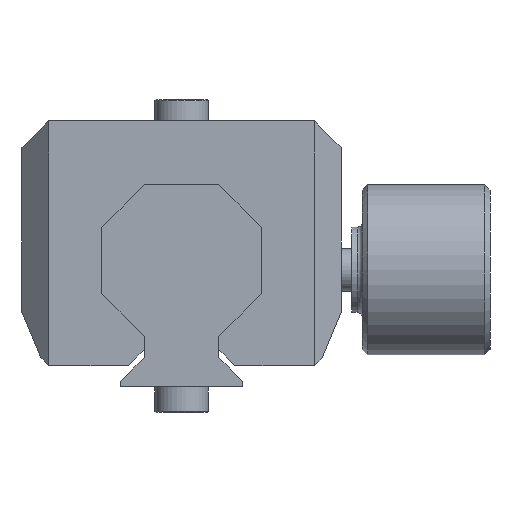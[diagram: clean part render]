
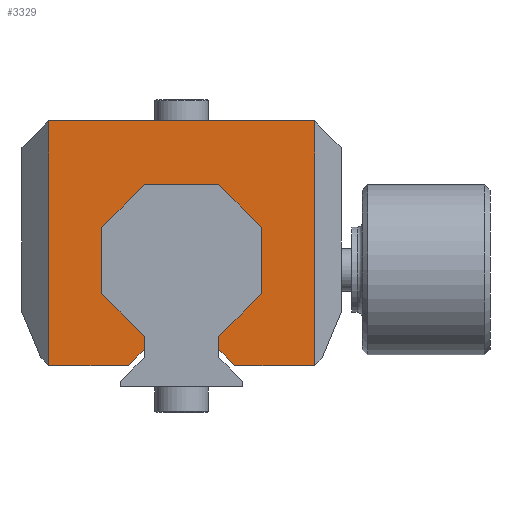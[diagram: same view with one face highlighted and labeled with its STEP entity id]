
A CAD part, front view. The second image highlights one B-rep face of the part: STEP entity #3329.
In plain terms, the highlighted face is planar.
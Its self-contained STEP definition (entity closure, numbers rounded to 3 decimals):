
#146=PLANE('',#3835);
#313=FACE_OUTER_BOUND('',#512,.T.);
#512=EDGE_LOOP('',(#2910,#2911,#2912,#2913,#2914,#2915,#2916,#2917,#2918,
#2919,#2920,#2921,#2922,#2923,#2924,#2925));
#982=LINE('',#5831,#1231);
#985=LINE('',#5837,#1234);
#986=LINE('',#5839,#1235);
#987=LINE('',#5841,#1236);
#988=LINE('',#5843,#1237);
#989=LINE('',#5845,#1238);
#990=LINE('',#5847,#1239);
#991=LINE('',#5849,#1240);
#992=LINE('',#5851,#1241);
#993=LINE('',#5853,#1242);
#994=LINE('',#5855,#1243);
#995=LINE('',#5857,#1244);
#996=LINE('',#5859,#1245);
#997=LINE('',#5861,#1246);
#998=LINE('',#5863,#1247);
#999=LINE('',#5864,#1248);
#1231=VECTOR('',#4806,10.);
#1234=VECTOR('',#4813,10.);
#1235=VECTOR('',#4814,10.);
#1236=VECTOR('',#4815,10.);
#1237=VECTOR('',#4816,10.);
#1238=VECTOR('',#4817,10.);
#1239=VECTOR('',#4818,10.);
#1240=VECTOR('',#4819,10.);
#1241=VECTOR('',#4820,10.);
#1242=VECTOR('',#4821,10.);
#1243=VECTOR('',#4822,10.);
#1244=VECTOR('',#4823,10.);
#1245=VECTOR('',#4824,10.);
#1246=VECTOR('',#4825,10.);
#1247=VECTOR('',#4826,10.);
#1248=VECTOR('',#4827,10.);
#1582=VERTEX_POINT('',#5828);
#1583=VERTEX_POINT('',#5830);
#1584=VERTEX_POINT('',#5836);
#1585=VERTEX_POINT('',#5838);
#1586=VERTEX_POINT('',#5840);
#1587=VERTEX_POINT('',#5842);
#1588=VERTEX_POINT('',#5844);
#1589=VERTEX_POINT('',#5846);
#1590=VERTEX_POINT('',#5848);
#1591=VERTEX_POINT('',#5850);
#1592=VERTEX_POINT('',#5852);
#1593=VERTEX_POINT('',#5854);
#1594=VERTEX_POINT('',#5856);
#1595=VERTEX_POINT('',#5858);
#1596=VERTEX_POINT('',#5860);
#1597=VERTEX_POINT('',#5862);
#2035=EDGE_CURVE('',#1582,#1583,#982,.T.);
#2038=EDGE_CURVE('',#1582,#1584,#985,.T.);
#2039=EDGE_CURVE('',#1585,#1584,#986,.T.);
#2040=EDGE_CURVE('',#1585,#1586,#987,.T.);
#2041=EDGE_CURVE('',#1586,#1587,#988,.T.);
#2042=EDGE_CURVE('',#1587,#1588,#989,.T.);
#2043=EDGE_CURVE('',#1588,#1589,#990,.T.);
#2044=EDGE_CURVE('',#1589,#1590,#991,.T.);
#2045=EDGE_CURVE('',#1590,#1591,#992,.T.);
#2046=EDGE_CURVE('',#1591,#1592,#993,.T.);
#2047=EDGE_CURVE('',#1592,#1593,#994,.T.);
#2048=EDGE_CURVE('',#1593,#1594,#995,.T.);
#2049=EDGE_CURVE('',#1594,#1595,#996,.T.);
#2050=EDGE_CURVE('',#1595,#1596,#997,.T.);
#2051=EDGE_CURVE('',#1596,#1597,#998,.T.);
#2052=EDGE_CURVE('',#1597,#1583,#999,.T.);
#2910=ORIENTED_EDGE('',*,*,#2035,.F.);
#2911=ORIENTED_EDGE('',*,*,#2038,.T.);
#2912=ORIENTED_EDGE('',*,*,#2039,.F.);
#2913=ORIENTED_EDGE('',*,*,#2040,.T.);
#2914=ORIENTED_EDGE('',*,*,#2041,.T.);
#2915=ORIENTED_EDGE('',*,*,#2042,.T.);
#2916=ORIENTED_EDGE('',*,*,#2043,.T.);
#2917=ORIENTED_EDGE('',*,*,#2044,.T.);
#2918=ORIENTED_EDGE('',*,*,#2045,.T.);
#2919=ORIENTED_EDGE('',*,*,#2046,.T.);
#2920=ORIENTED_EDGE('',*,*,#2047,.T.);
#2921=ORIENTED_EDGE('',*,*,#2048,.T.);
#2922=ORIENTED_EDGE('',*,*,#2049,.T.);
#2923=ORIENTED_EDGE('',*,*,#2050,.T.);
#2924=ORIENTED_EDGE('',*,*,#2051,.T.);
#2925=ORIENTED_EDGE('',*,*,#2052,.T.);
#3329=ADVANCED_FACE('',(#313),#146,.T.);
#3835=AXIS2_PLACEMENT_3D('',#5835,#4811,#4812);
#4806=DIRECTION('',(0.,0.,-1.));
#4811=DIRECTION('center_axis',(0.,1.,0.));
#4812=DIRECTION('ref_axis',(0.,0.,1.));
#4813=DIRECTION('',(1.,0.,0.));
#4814=DIRECTION('',(0.,0.,1.));
#4815=DIRECTION('',(-1.,0.,0.));
#4816=DIRECTION('',(-0.707,0.,0.707));
#4817=DIRECTION('',(0.,0.,1.));
#4818=DIRECTION('',(0.707,0.,0.707));
#4819=DIRECTION('',(0.,0.,1.));
#4820=DIRECTION('',(-0.707,0.,0.707));
#4821=DIRECTION('',(-1.,0.,0.));
#4822=DIRECTION('',(-0.707,0.,-0.707));
#4823=DIRECTION('',(0.,0.,-1.));
#4824=DIRECTION('',(0.707,0.,-0.707));
#4825=DIRECTION('',(0.,0.,-1.));
#4826=DIRECTION('',(-0.707,0.,-0.707));
#4827=DIRECTION('',(-1.,0.,0.));
#5828=CARTESIAN_POINT('',(-12.5,13.,0.));
#5830=CARTESIAN_POINT('',(-12.5,13.,-23.));
#5831=CARTESIAN_POINT('',(-12.5,13.,-15.901));
#5835=CARTESIAN_POINT('Origin',(0.,13.,-11.302));
#5836=CARTESIAN_POINT('',(12.5,13.,0.));
#5837=CARTESIAN_POINT('',(-12.5,13.,0.));
#5838=CARTESIAN_POINT('',(12.5,13.,-23.));
#5839=CARTESIAN_POINT('',(12.5,13.,-6.901));
#5840=CARTESIAN_POINT('',(5.,13.,-23.));
#5841=CARTESIAN_POINT('',(12.5,13.,-23.));
#5842=CARTESIAN_POINT('',(3.5,13.,-21.5));
#5843=CARTESIAN_POINT('',(5.,13.,-23.));
#5844=CARTESIAN_POINT('',(3.5,13.,-20.213));
#5845=CARTESIAN_POINT('',(3.5,13.,-21.5));
#5846=CARTESIAN_POINT('',(7.5,13.,-16.213));
#5847=CARTESIAN_POINT('',(3.5,13.,-20.213));
#5848=CARTESIAN_POINT('',(7.5,13.,-10.));
#5849=CARTESIAN_POINT('',(7.5,13.,-16.213));
#5850=CARTESIAN_POINT('',(3.5,13.,-6.));
#5851=CARTESIAN_POINT('',(7.5,13.,-10.));
#5852=CARTESIAN_POINT('',(-3.5,13.,-6.));
#5853=CARTESIAN_POINT('',(3.5,13.,-6.));
#5854=CARTESIAN_POINT('',(-7.5,13.,-10.));
#5855=CARTESIAN_POINT('',(-3.5,13.,-6.));
#5856=CARTESIAN_POINT('',(-7.5,13.,-16.213));
#5857=CARTESIAN_POINT('',(-7.5,13.,-10.));
#5858=CARTESIAN_POINT('',(-3.5,13.,-20.213));
#5859=CARTESIAN_POINT('',(-7.5,13.,-16.213));
#5860=CARTESIAN_POINT('',(-3.5,13.,-21.5));
#5861=CARTESIAN_POINT('',(-3.5,13.,-20.213));
#5862=CARTESIAN_POINT('',(-5.,13.,-23.));
#5863=CARTESIAN_POINT('',(-3.5,13.,-21.5));
#5864=CARTESIAN_POINT('',(-5.,13.,-23.));
